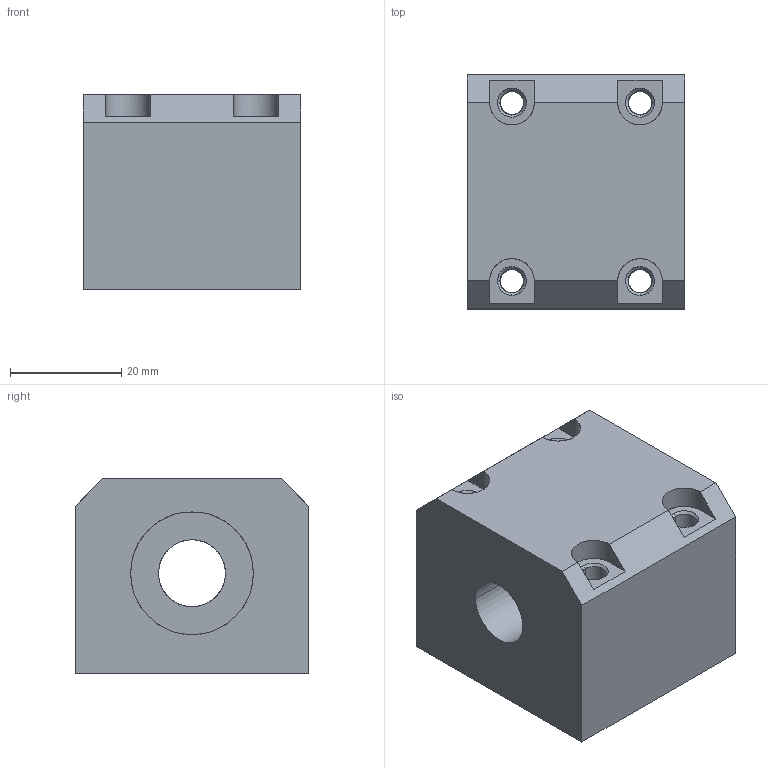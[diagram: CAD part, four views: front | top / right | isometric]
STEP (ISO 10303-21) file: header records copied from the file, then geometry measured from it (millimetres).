
FILE_DESCRIPTION ((), '1');
FILE_NAME ('AE35-212.stp', '2018-11-07T11:51:46', ('Unknown'), ('Unknown'), 'HarmonyWare STEP v2.0.5', 'Vectorworks', '');
FILE_SCHEMA (('CONFIG_CONTROL_DESIGN'));
Length unit declared in the file: millimetre
Products named in the file (65): NONE
Assembly tree (64 placements, depth 2):
  NONE
    NONE
    NONE
    NONE
    NONE
    NONE
    NONE
    NONE
    NONE
    NONE
    NONE
    NONE
    NONE
    NONE
    NONE
    NONE
    NONE
    NONE
    NONE
    NONE
    NONE
    NONE
    NONE
    NONE
    NONE
    NONE
    NONE
    NONE
    NONE
    NONE
    NONE
    NONE
    NONE
    NONE
    NONE
    NONE
    NONE
    NONE
    NONE
    NONE
    NONE
    NONE
    NONE
    NONE
    NONE
    NONE
    NONE
    NONE
    NONE
    NONE
    NONE
    NONE
    NONE
    NONE
    NONE
    NONE
    NONE
    NONE
    NONE
    NONE
Bounding box: 39 x 42 x 35 mm (x, y, z)
Surface area: 11640.6 mm2 (no closed solid volume)
Topology: 0 solids, 64 shells, 64 faces, 296 edges, 296 vertices
Faces by surface type: bspline 64
Entity records: 11941 total; most frequent: CARTESIAN_POINT 2172, PERSON 648, ORGANIZATION 648, PERSON_AND_ORGANIZATION 648, CALENDAR_DATE 453, COORDINATED_UNIVERSAL_TIME_OFFSET 453, LOCAL_TIME 453, DATE_AND_TIME 453
